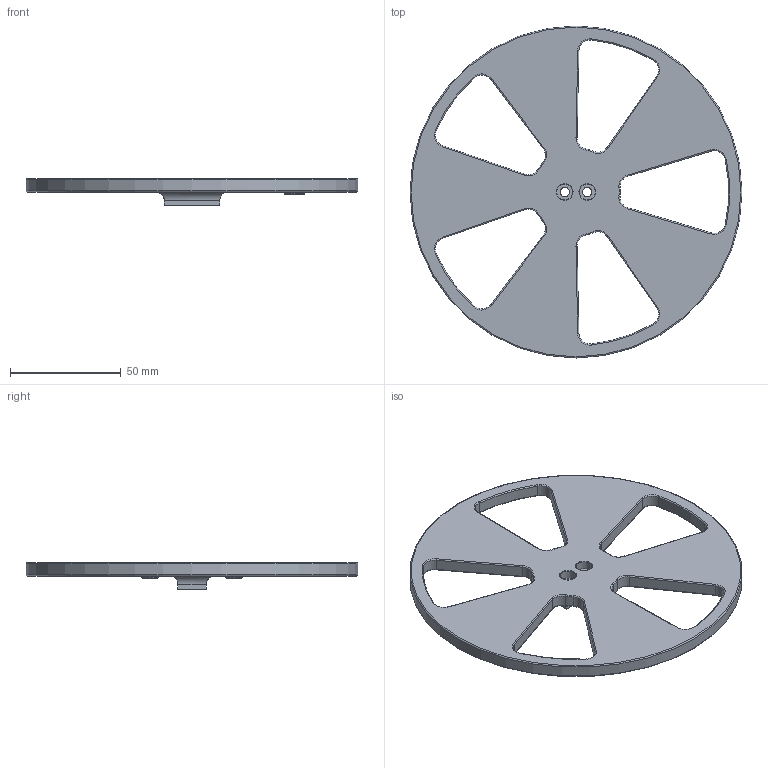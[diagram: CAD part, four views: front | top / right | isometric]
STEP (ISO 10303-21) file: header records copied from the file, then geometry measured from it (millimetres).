
FILE_DESCRIPTION(/* description */ (''),/* implementation_level */ '2;1');
FILE_NAME(/* name */ 'ScaleTop_usermod_spitzbirne32.stp',/* time_stamp */ '2025-03-06T12:11:38+01:00',/* author */ ('spitzbirne32'),/* organization */ (''),/* preprocessor_version */ 'ST-DEVELOPER v20',/* originating_system */ 'Autodesk Inventor 2025',/* authorisation */ '');
FILE_SCHEMA (('AUTOMOTIVE_DESIGN { 1 0 10303 214 3 1 1 }'));
Length unit declared in the file: millimetre
Products named in the file (2): FilaMan-Waage; Spulenablage
Assembly tree (1 placements, depth 2):
  FilaMan-Waage
    Spulenablage
Bounding box: 150 x 150 x 12 mm (x, y, z)
Volume: 69565.9 mm3; surface area: 30154.4 mm2
Topology: 1 solids, 1 shells, 162 faces, 369 edges, 217 vertices
Faces by surface type: torus 70, cylinder 65, plane 25, bspline 2
Full cylindrical faces by diameter (mm): 3.2 x2, 4.2 x2, 4.7 x2, 7.1 x2, 150 x1
Entity records: 4763 total; most frequent: DIRECTION 947, CARTESIAN_POINT 822, ORIENTED_EDGE 738, AXIS2_PLACEMENT_3D 419, EDGE_CURVE 369, CIRCLE 252, VERTEX_POINT 216, EDGE_LOOP 183
